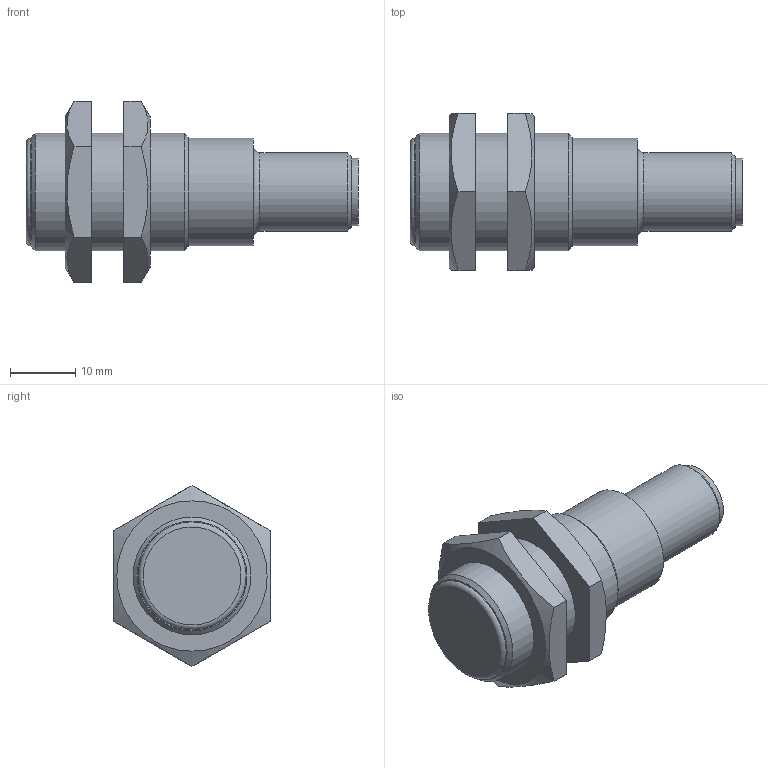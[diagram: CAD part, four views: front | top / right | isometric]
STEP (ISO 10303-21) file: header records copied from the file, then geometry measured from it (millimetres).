
FILE_DESCRIPTION(('FreeCAD Model'),'2;1');
FILE_NAME('DCCK_18_M_08B_xxK-IBSL.step', '2017-03-24T09:39:41',('FreeCAD'),('FreeCAD'), 'Open CASCADE STEP processor 6.7','FreeCAD','Unknown');
FILE_SCHEMA(('AUTOMOTIVE_DESIGN_CC2 { 1 2 10303 214 -1 1 5 4 }'));
Length unit declared in the file: millimetre
Products named in the file (1): DCCK_18_M_08B_xxK-IBSL
Bounding box: 50.8 x 24 x 27.71 mm (x, y, z)
Volume: 12061.1 mm3; surface area: 4043.8 mm2
Topology: 1 solids, 1 shells, 36 faces, 73 edges, 47 vertices
Faces by surface type: plane 22, cylinder 7, cone 5, torus 2
Full cylindrical faces by diameter (mm): 10.4 x1, 12 x1, 16.5 x2, 18 x3
Entity records: 2398 total; most frequent: CARTESIAN_POINT 763, DIRECTION 226, ORIENTED_EDGE 146, PCURVE 146, DEFINITIONAL_REPRESENTATION 146, LINE 100, VECTOR 100, EDGE_CURVE 73
